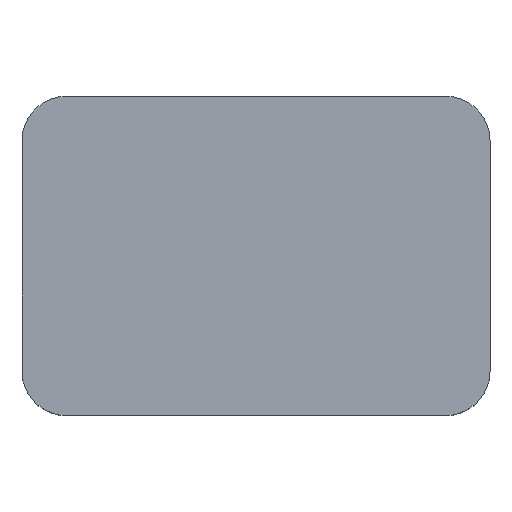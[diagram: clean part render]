
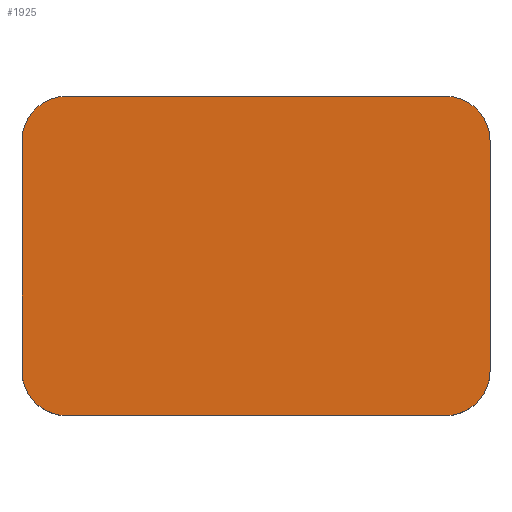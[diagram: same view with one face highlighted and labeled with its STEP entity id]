
A CAD part, top view. The second image highlights one B-rep face of the part: STEP entity #1925.
In plain terms, the highlighted planar face has unit normal (0, 0, 1).
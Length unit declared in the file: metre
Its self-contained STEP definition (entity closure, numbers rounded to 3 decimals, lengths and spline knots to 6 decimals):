
#74=CIRCLE('',#2062,0.0202);
#75=CIRCLE('',#2064,0.0202);
#76=CIRCLE('',#2067,0.0202);
#82=CIRCLE('',#2081,0.0202);
#362=ORIENTED_EDGE('',*,*,#787,.F.);
#363=ORIENTED_EDGE('',*,*,#833,.T.);
#364=ORIENTED_EDGE('',*,*,#739,.F.);
#365=ORIENTED_EDGE('',*,*,#835,.T.);
#366=ORIENTED_EDGE('',*,*,#837,.T.);
#367=ORIENTED_EDGE('',*,*,#839,.T.);
#368=ORIENTED_EDGE('',*,*,#847,.T.);
#369=ORIENTED_EDGE('',*,*,#860,.T.);
#739=EDGE_CURVE('',#1019,#1020,#1199,.T.);
#787=EDGE_CURVE('',#1056,#1057,#1240,.T.);
#833=EDGE_CURVE('',#1056,#1020,#74,.T.);
#835=EDGE_CURVE('',#1019,#1093,#75,.T.);
#837=EDGE_CURVE('',#1093,#1094,#1277,.T.);
#839=EDGE_CURVE('',#1094,#1095,#76,.T.);
#847=EDGE_CURVE('',#1095,#1102,#1284,.T.);
#860=EDGE_CURVE('',#1102,#1057,#82,.T.);
#1019=VERTEX_POINT('',#2870);
#1020=VERTEX_POINT('',#2872);
#1056=VERTEX_POINT('',#2964);
#1057=VERTEX_POINT('',#2966);
#1093=VERTEX_POINT('',#3056);
#1094=VERTEX_POINT('',#3060);
#1095=VERTEX_POINT('',#3064);
#1102=VERTEX_POINT('',#3080);
#1199=LINE('',#2871,#1423);
#1240=LINE('',#2965,#1464);
#1277=LINE('',#3061,#1501);
#1284=LINE('',#3081,#1508);
#1423=VECTOR('',#2270,1.);
#1464=VECTOR('',#2343,1.);
#1501=VECTOR('',#2422,1.);
#1508=VECTOR('',#2439,1.);
#1625=EDGE_LOOP('',(#362,#363,#364,#365,#366,#367,#368,#369));
#1738=FACE_BOUND('',#1625,.T.);
#1842=PLANE('',#2084);
#1925=ADVANCED_FACE('',(#1738),#1842,.T.);
#2062=AXIS2_PLACEMENT_3D('',#3053,#2412,#2413);
#2064=AXIS2_PLACEMENT_3D('',#3057,#2417,#2418);
#2067=AXIS2_PLACEMENT_3D('',#3065,#2426,#2427);
#2081=AXIS2_PLACEMENT_3D('',#3105,#2469,#2470);
#2084=AXIS2_PLACEMENT_3D('',#3113,#2478,#2479);
#2270=DIRECTION('',(1.,0.,0.));
#2343=DIRECTION('',(0.,-1.,0.));
#2412=DIRECTION('',(0.,0.,1.));
#2413=DIRECTION('',(1.,0.,0.));
#2417=DIRECTION('',(0.,0.,1.));
#2418=DIRECTION('',(1.,0.,0.));
#2422=DIRECTION('',(0.,-1.,0.));
#2426=DIRECTION('',(0.,0.,1.));
#2427=DIRECTION('',(1.,0.,0.));
#2439=DIRECTION('',(1.,0.,0.));
#2469=DIRECTION('',(0.,0.,1.));
#2470=DIRECTION('',(1.,0.,0.));
#2478=DIRECTION('',(0.,0.,1.));
#2479=DIRECTION('',(1.,0.,0.));
#2870=CARTESIAN_POINT('',(-0.1008,0.0725,0.033));
#2871=CARTESIAN_POINT('',(-0.01475,0.0725,0.033));
#2872=CARTESIAN_POINT('',(0.0713,0.0725,0.033));
#2964=CARTESIAN_POINT('',(0.0915,0.0523,0.033));
#2965=CARTESIAN_POINT('',(0.0915,0.,0.033));
#2966=CARTESIAN_POINT('',(0.0915,-0.0523,0.033));
#3053=CARTESIAN_POINT('',(0.0713,0.0523,0.033));
#3056=CARTESIAN_POINT('',(-0.121,0.0523,0.033));
#3057=CARTESIAN_POINT('',(-0.1008,0.0523,0.033));
#3060=CARTESIAN_POINT('',(-0.121,-0.0523,0.033));
#3061=CARTESIAN_POINT('',(-0.121,0.,0.033));
#3064=CARTESIAN_POINT('',(-0.1008,-0.0725,0.033));
#3065=CARTESIAN_POINT('',(-0.1008,-0.0523,0.033));
#3080=CARTESIAN_POINT('',(0.0713,-0.0725,0.033));
#3081=CARTESIAN_POINT('',(-0.01475,-0.0725,0.033));
#3105=CARTESIAN_POINT('',(0.0713,-0.0523,0.033));
#3113=CARTESIAN_POINT('',(-0.01475,0.,0.033));
